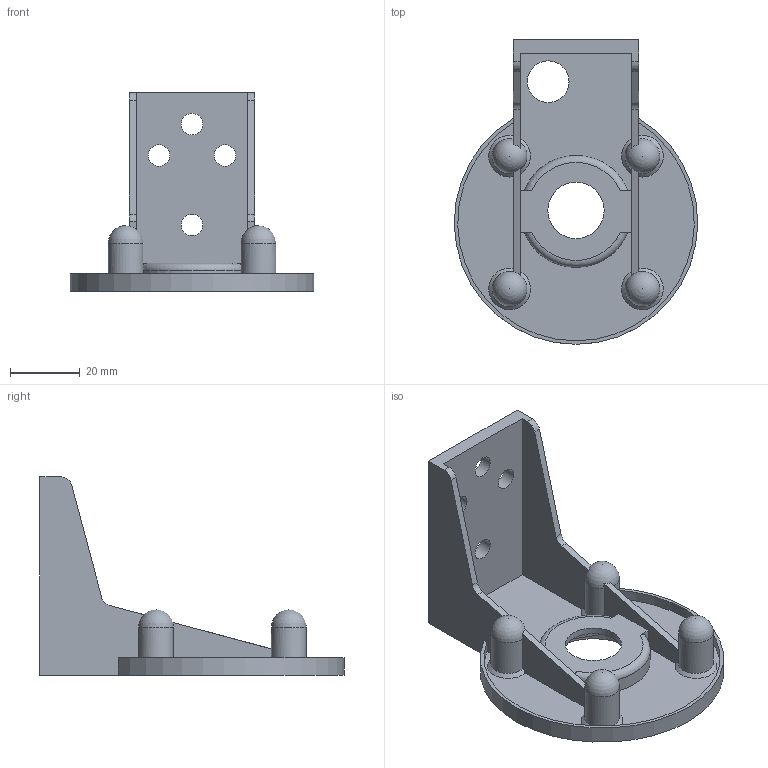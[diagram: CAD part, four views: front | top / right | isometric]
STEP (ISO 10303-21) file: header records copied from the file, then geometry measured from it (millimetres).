
FILE_DESCRIPTION(/* description */ (''),/* implementation_level */ '2;1');
FILE_NAME(/* name */ '100000018652_prt_000.step',/* time_stamp */ '2024-12-11T13:32:34+01:00',/* author */ ('JENNERT'),/* organization */ (''),/* preprocessor_version */ 'ST-DEVELOPER v19.2',/* originating_system */ 'Autodesk Inventor 2023',/* authorisation */ '');
FILE_SCHEMA (('AUTOMOTIVE_DESIGN { 1 0 10303 214 3 1 1 }'));
Length unit declared in the file: millimetre
Products named in the file (1): 100000018652_prt_000_1
Bounding box: 70 x 87.5 x 57 mm (x, y, z)
Volume: 23937 mm3; surface area: 22901.5 mm2
Topology: 1 solids, 1 shells, 146 faces, 404 edges, 268 vertices
Faces by surface type: plane 96, cylinder 34, cone 10, sphere 4, torus 2
Full cylindrical faces by diameter (mm): 4.4 x4, 6.2 x8, 8 x1, 10 x2, 12 x5, 16.2 x1, 28.17 x1
Entity records: 4904 total; most frequent: CARTESIAN_POINT 875, DIRECTION 814, ORIENTED_EDGE 800, EDGE_CURVE 400, AXIS2_PLACEMENT_3D 283, VERTEX_POINT 268, LINE 248, VECTOR 248
